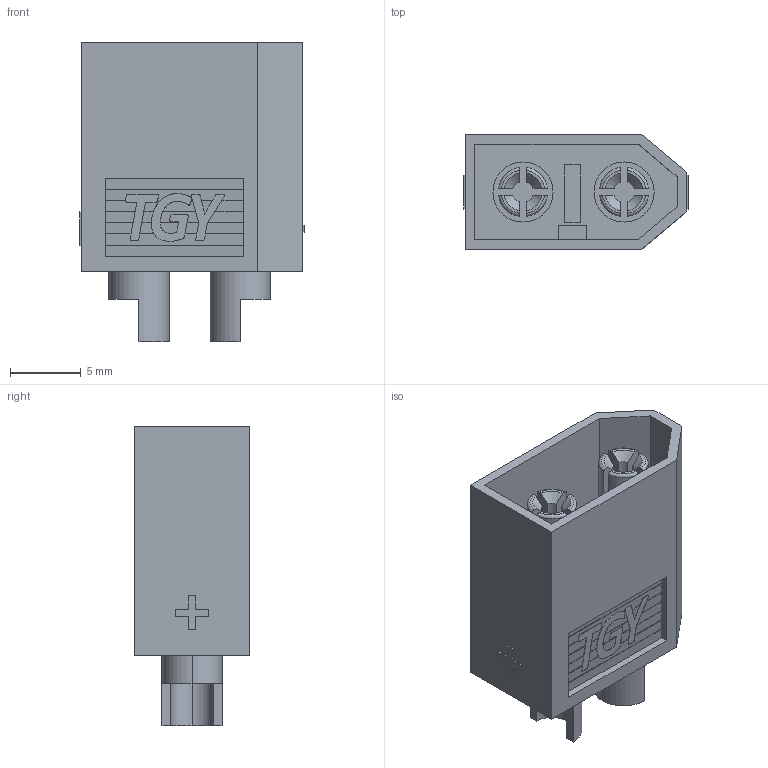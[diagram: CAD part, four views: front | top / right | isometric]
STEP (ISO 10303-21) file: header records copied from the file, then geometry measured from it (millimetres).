
FILE_DESCRIPTION((''),'2;1');
FILE_NAME('XT60_M','2020-09-20T17:01:50',('HP'),(''),'CREO PARAMETRIC BY PTC INC, 2020044','CREO PARAMETRIC BY PTC INC, 2020044','');
FILE_SCHEMA(('AUTOMOTIVE_DESIGN { 1 0 10303 214 1 1 1 1 }'));
Length unit declared in the file: millimetre
Products named in the file (1): XT60_M
Bounding box: 15.9 x 8.15 x 21.2 mm (x, y, z)
Volume: 1049.3 mm3; surface area: 2156.6 mm2
Topology: 1 solids, 1 shells, 1057 faces, 2787 edges, 1811 vertices
Faces by surface type: plane 750, extrusion 253, cylinder 34, cone 12, torus 8
Entity records: 44237 total; most frequent: CARTESIAN_POINT 9789, ORIENTED_EDGE 5566, DIRECTION 4185, PRESENTATION_STYLE_ASSIGNMENT 2891, STYLED_ITEM 2784, CURVE_STYLE 2783, EDGE_CURVE 2783, VECTOR 2393
